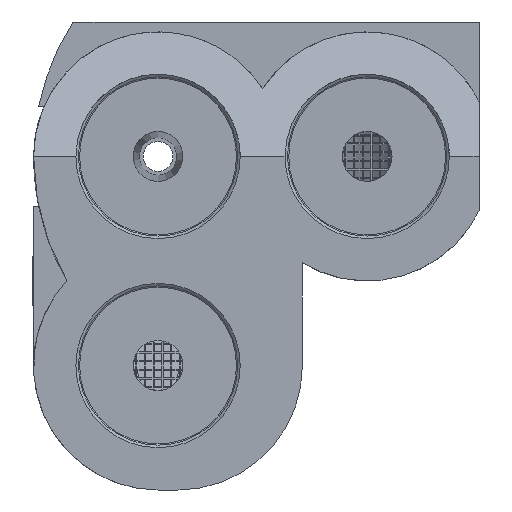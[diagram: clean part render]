
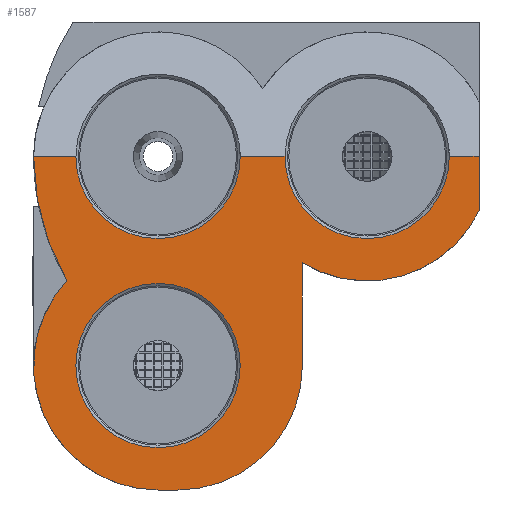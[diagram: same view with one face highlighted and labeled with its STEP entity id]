
A CAD part, front view. The second image highlights one B-rep face of the part: STEP entity #1587.
In plain terms, the highlighted planar face has unit normal (0, -1, 0).
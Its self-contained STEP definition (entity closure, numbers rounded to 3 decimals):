
#1203=CIRCLE('',#21003,0.165);
#1218=CIRCLE('',#21026,0.165);
#1224=CIRCLE('',#21036,0.165);
#1347=CIRCLE('',#21185,0.5);
#1348=CIRCLE('',#21186,0.25);
#1349=CIRCLE('',#21187,0.25);
#1350=CIRCLE('',#21188,0.25);
#1587=ADVANCED_FACE('',(#3738,#3739),#2570,.T.);
#2570=PLANE('',#21189);
#3738=FACE_BOUND('',#4262,.T.);
#3739=FACE_BOUND('',#4263,.T.);
#4262=EDGE_LOOP('',(#6052,#6053,#6054,#6055,#6056,#6057,#6058,#6059,#6060,
#6061,#6062,#6063));
#4263=EDGE_LOOP('',(#6064));
#6052=ORIENTED_EDGE('',*,*,#13622,.F.);
#6053=ORIENTED_EDGE('',*,*,#13907,.T.);
#6054=ORIENTED_EDGE('',*,*,#13908,.T.);
#6055=ORIENTED_EDGE('',*,*,#13909,.T.);
#6056=ORIENTED_EDGE('',*,*,#13910,.F.);
#6057=ORIENTED_EDGE('',*,*,#13911,.F.);
#6058=ORIENTED_EDGE('',*,*,#13912,.F.);
#6059=ORIENTED_EDGE('',*,*,#13913,.T.);
#6060=ORIENTED_EDGE('',*,*,#13914,.F.);
#6061=ORIENTED_EDGE('',*,*,#13915,.T.);
#6062=ORIENTED_EDGE('',*,*,#13606,.F.);
#6063=ORIENTED_EDGE('',*,*,#13916,.T.);
#6064=ORIENTED_EDGE('',*,*,#13629,.F.);
#11642=VERTEX_POINT('',#27743);
#11643=VERTEX_POINT('',#27744);
#11658=VERTEX_POINT('',#27782);
#11659=VERTEX_POINT('',#27783);
#11665=VERTEX_POINT('',#27799);
#11909=VERTEX_POINT('',#28925);
#11910=VERTEX_POINT('',#28927);
#11911=VERTEX_POINT('',#28929);
#11912=VERTEX_POINT('',#28931);
#11913=VERTEX_POINT('',#28933);
#11914=VERTEX_POINT('',#28935);
#11915=VERTEX_POINT('',#28937);
#11916=VERTEX_POINT('',#28939);
#13606=EDGE_CURVE('',#11642,#11643,#1203,.T.);
#13622=EDGE_CURVE('',#11658,#11659,#1218,.T.);
#13629=EDGE_CURVE('',#11665,#11665,#1224,.T.);
#13907=EDGE_CURVE('',#11658,#11909,#16507,.T.);
#13908=EDGE_CURVE('',#11909,#11910,#1347,.T.);
#13909=EDGE_CURVE('',#11910,#11911,#1348,.T.);
#13910=EDGE_CURVE('',#11912,#11911,#16508,.T.);
#13911=EDGE_CURVE('',#11913,#11912,#1349,.T.);
#13912=EDGE_CURVE('',#11914,#11913,#16509,.T.);
#13913=EDGE_CURVE('',#11914,#11915,#1350,.T.);
#13914=EDGE_CURVE('',#11916,#11915,#16510,.T.);
#13915=EDGE_CURVE('',#11916,#11643,#16511,.T.);
#13916=EDGE_CURVE('',#11642,#11659,#16512,.T.);
#16507=LINE('',#28924,#18754);
#16508=LINE('',#28930,#18755);
#16509=LINE('',#28934,#18756);
#16510=LINE('',#28938,#18757);
#16511=LINE('',#28940,#18758);
#16512=LINE('',#28941,#18759);
#18754=VECTOR('',#22784,1.);
#18755=VECTOR('',#22789,1.);
#18756=VECTOR('',#22792,1.);
#18757=VECTOR('',#22795,1.);
#18758=VECTOR('',#22796,1.);
#18759=VECTOR('',#22797,1.);
#21003=AXIS2_PLACEMENT_3D('',#27742,#22386,#22387);
#21026=AXIS2_PLACEMENT_3D('',#27781,#22432,#22433);
#21036=AXIS2_PLACEMENT_3D('',#27798,#22452,#22453);
#21185=AXIS2_PLACEMENT_3D('',#28926,#22785,#22786);
#21186=AXIS2_PLACEMENT_3D('',#28928,#22787,#22788);
#21187=AXIS2_PLACEMENT_3D('',#28932,#22790,#22791);
#21188=AXIS2_PLACEMENT_3D('',#28936,#22793,#22794);
#21189=AXIS2_PLACEMENT_3D('',#28942,#22798,#22799);
#22386=DIRECTION('',(0.,-1.,0.));
#22387=DIRECTION('',(1.,0.,0.));
#22432=DIRECTION('',(0.,-1.,0.));
#22433=DIRECTION('',(1.,0.,0.));
#22452=DIRECTION('',(0.,-1.,0.));
#22453=DIRECTION('',(1.,0.,0.));
#22784=DIRECTION('',(-1.,0.,0.));
#22785=DIRECTION('',(0.,-1.,0.));
#22786=DIRECTION('',(1.,0.,0.));
#22787=DIRECTION('',(0.,-1.,0.));
#22788=DIRECTION('',(1.,0.,0.));
#22789=DIRECTION('',(-1.,0.,0.));
#22790=DIRECTION('',(0.,1.,0.));
#22791=DIRECTION('',(1.,0.,0.));
#22792=DIRECTION('',(0.,0.,-1.));
#22793=DIRECTION('',(0.,-1.,0.));
#22794=DIRECTION('',(1.,0.,0.));
#22795=DIRECTION('',(0.,0.,-1.));
#22796=DIRECTION('',(-1.,0.,0.));
#22797=DIRECTION('',(-1.,0.,0.));
#22798=DIRECTION('',(0.,-1.,0.));
#22799=DIRECTION('',(0.,0.,-1.));
#27742=CARTESIAN_POINT('',(0.17,-1.101,0.));
#27743=CARTESIAN_POINT('',(0.005,-1.101,0.));
#27744=CARTESIAN_POINT('',(0.335,-1.101,0.));
#27781=CARTESIAN_POINT('',(-0.25,-1.101,0.));
#27782=CARTESIAN_POINT('',(-0.415,-1.101,0.));
#27783=CARTESIAN_POINT('',(-0.085,-1.101,0.));
#27798=CARTESIAN_POINT('',(-0.25,-1.101,-0.42));
#27799=CARTESIAN_POINT('',(-0.085,-1.101,-0.42));
#28924=CARTESIAN_POINT('',(0.485,-1.101,0.));
#28925=CARTESIAN_POINT('',(-0.5,-1.101,0.));
#28926=CARTESIAN_POINT('',(0.,-1.101,0.));
#28927=CARTESIAN_POINT('',(-0.433,-1.101,-0.25));
#28928=CARTESIAN_POINT('',(-0.25,-1.101,-0.42));
#28929=CARTESIAN_POINT('',(-0.25,-1.101,-0.67));
#28930=CARTESIAN_POINT('',(-0.21,-1.101,-0.67));
#28931=CARTESIAN_POINT('',(-0.21,-1.101,-0.67));
#28932=CARTESIAN_POINT('',(-0.21,-1.101,-0.42));
#28933=CARTESIAN_POINT('',(0.04,-1.101,-0.42));
#28934=CARTESIAN_POINT('',(0.04,-1.101,-0.214));
#28935=CARTESIAN_POINT('',(0.04,-1.101,-0.214));
#28936=CARTESIAN_POINT('',(0.17,-1.101,0.));
#28937=CARTESIAN_POINT('',(0.395,-1.101,-0.109));
#28938=CARTESIAN_POINT('',(0.395,-1.101,0.818));
#28939=CARTESIAN_POINT('',(0.395,-1.101,0.));
#28940=CARTESIAN_POINT('',(0.485,-1.101,0.));
#28941=CARTESIAN_POINT('',(0.485,-1.101,0.));
#28942=CARTESIAN_POINT('',(0.,-1.101,0.));
